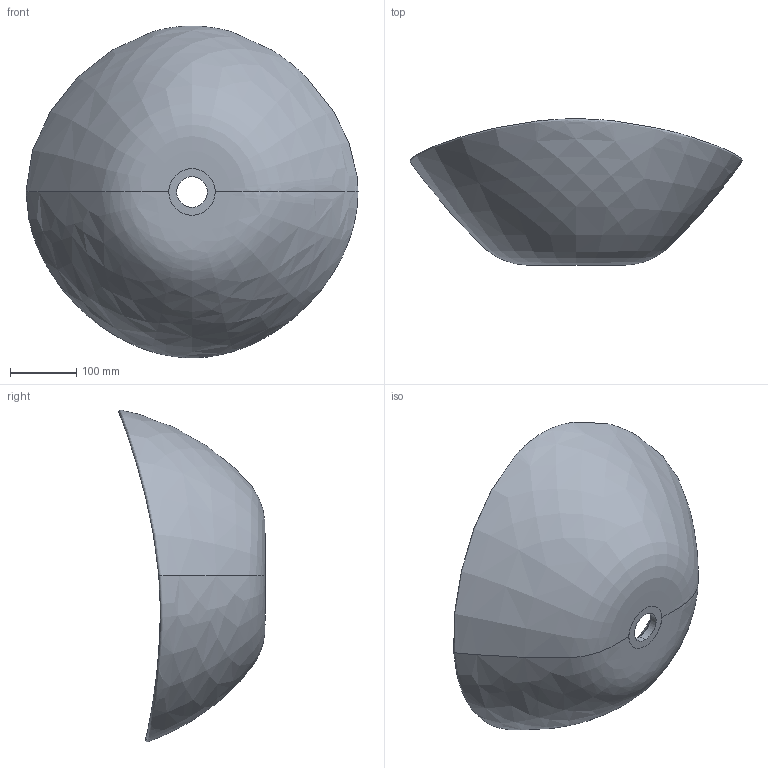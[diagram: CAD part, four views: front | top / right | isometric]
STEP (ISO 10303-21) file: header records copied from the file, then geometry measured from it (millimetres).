
FILE_DESCRIPTION (( 'STEP AP214' ), '1' );
FILE_NAME ('Splash.STEP', '2018-09-07T08:08:14', ( 'User' ), ( '' ), 'SwSTEP 2.0', 'SolidWorks 2017', '' );
FILE_SCHEMA (( 'AUTOMOTIVE_DESIGN' ));
Length unit declared in the file: millimetre
Products named in the file (2): Splash
Bounding box: 500 x 219.97 x 499.79 mm (x, y, z)
Volume: 4852753.7 mm3; surface area: 575554.7 mm2
Topology: 1 solids, 1 shells, 9 faces, 22 edges, 14 vertices
Faces by surface type: bspline 4, cylinder 4, plane 1
Entity records: 3102 total; most frequent: CARTESIAN_POINT 2860, ORIENTED_EDGE 44, DIRECTION 34, EDGE_CURVE 22, AXIS2_PLACEMENT_3D 15, VERTEX_POINT 14, EDGE_LOOP 10, B_SPLINE_CURVE_WITH_KNOTS 10
